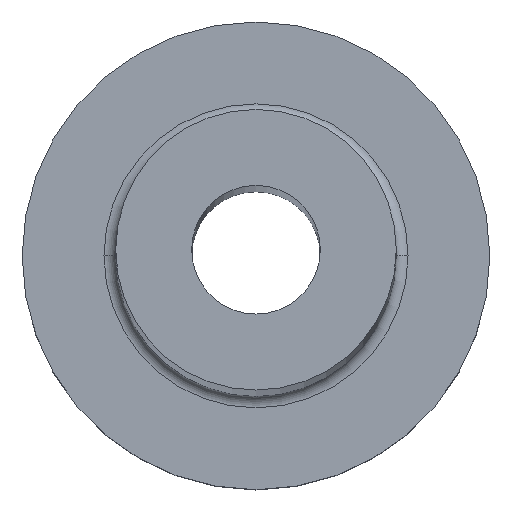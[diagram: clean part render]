
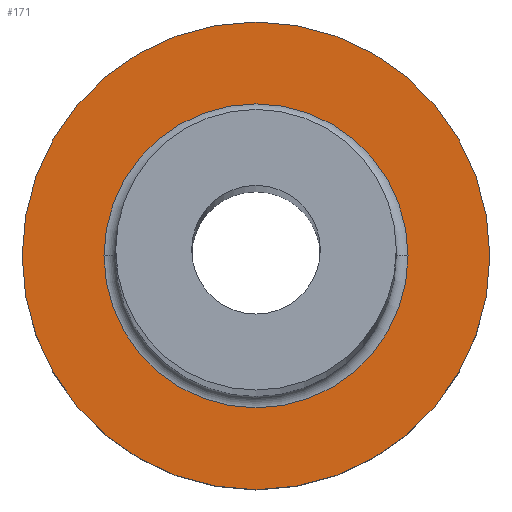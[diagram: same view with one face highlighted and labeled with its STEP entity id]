
A CAD part, top view. The second image highlights one B-rep face of the part: STEP entity #171.
In plain terms, the highlighted planar face has unit normal (0, 0, 1).
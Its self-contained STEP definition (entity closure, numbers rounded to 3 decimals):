
#6 = PLANE ( 'NONE',  #286 ) ;
#7 = EDGE_CURVE ( 'NONE', #336, #14, #337, .T. ) ;
#9 = FACE_BOUND ( 'NONE', #170, .T. ) ;
#10 = AXIS2_PLACEMENT_3D ( 'NONE', #49, #109, #226 ) ;
#14 = VERTEX_POINT ( 'NONE', #261 ) ;
#28 = CARTESIAN_POINT ( 'NONE',  ( 0., 0., 7. ) ) ;
#31 = AXIS2_PLACEMENT_3D ( 'NONE', #376, #323, #138 ) ;
#39 = DIRECTION ( 'NONE',  ( 0., 0., -1. ) ) ;
#41 = ORIENTED_EDGE ( 'NONE', *, *, #64, .T. ) ;
#49 = CARTESIAN_POINT ( 'NONE',  ( 0., 0., 7. ) ) ;
#50 = AXIS2_PLACEMENT_3D ( 'NONE', #28, #212, #149 ) ;
#64 = EDGE_CURVE ( 'NONE', #68, #302, #259, .T. ) ;
#68 = VERTEX_POINT ( 'NONE', #353 ) ;
#92 = CARTESIAN_POINT ( 'NONE',  ( 10., 0., 7. ) ) ;
#109 = DIRECTION ( 'NONE',  ( 0., 0., -1. ) ) ;
#117 = FACE_OUTER_BOUND ( 'NONE', #225, .T. ) ;
#119 = AXIS2_PLACEMENT_3D ( 'NONE', #362, #39, #270 ) ;
#123 = CARTESIAN_POINT ( 'NONE',  ( 0., 0., 7. ) ) ;
#126 = ORIENTED_EDGE ( 'NONE', *, *, #7, .T. ) ;
#138 = DIRECTION ( 'NONE',  ( 1., 0., 0. ) ) ;
#149 = DIRECTION ( 'NONE',  ( 1., 0., 0. ) ) ;
#160 = ORIENTED_EDGE ( 'NONE', *, *, #327, .T. ) ;
#170 = EDGE_LOOP ( 'NONE', ( #160, #126 ) ) ;
#171 = ADVANCED_FACE ( 'NONE', ( #9, #117 ), #6, .T. ) ;
#181 = DIRECTION ( 'NONE',  ( 1., 0., 0. ) ) ;
#212 = DIRECTION ( 'NONE',  ( 0., 0., 1. ) ) ;
#225 = EDGE_LOOP ( 'NONE', ( #41, #339 ) ) ;
#226 = DIRECTION ( 'NONE',  ( 1., 0., 0. ) ) ;
#231 = EDGE_CURVE ( 'NONE', #302, #68, #338, .T. ) ;
#240 = CIRCLE ( 'NONE', #119, 6.5 ) ;
#247 = CARTESIAN_POINT ( 'NONE',  ( -6.5, 0., 7. ) ) ;
#259 = CIRCLE ( 'NONE', #31, 10. ) ;
#261 = CARTESIAN_POINT ( 'NONE',  ( 6.5, 0., 7. ) ) ;
#266 = DIRECTION ( 'NONE',  ( 0., 0., 1. ) ) ;
#270 = DIRECTION ( 'NONE',  ( 1., 0., 0. ) ) ;
#286 = AXIS2_PLACEMENT_3D ( 'NONE', #123, #266, #181 ) ;
#302 = VERTEX_POINT ( 'NONE', #92 ) ;
#323 = DIRECTION ( 'NONE',  ( 0., 0., 1. ) ) ;
#327 = EDGE_CURVE ( 'NONE', #14, #336, #240, .T. ) ;
#336 = VERTEX_POINT ( 'NONE', #247 ) ;
#337 = CIRCLE ( 'NONE', #10, 6.5 ) ;
#338 = CIRCLE ( 'NONE', #50, 10. ) ;
#339 = ORIENTED_EDGE ( 'NONE', *, *, #231, .T. ) ;
#353 = CARTESIAN_POINT ( 'NONE',  ( -10., 0., 7. ) ) ;
#362 = CARTESIAN_POINT ( 'NONE',  ( 0., 0., 7. ) ) ;
#376 = CARTESIAN_POINT ( 'NONE',  ( 0., 0., 7. ) ) ;
